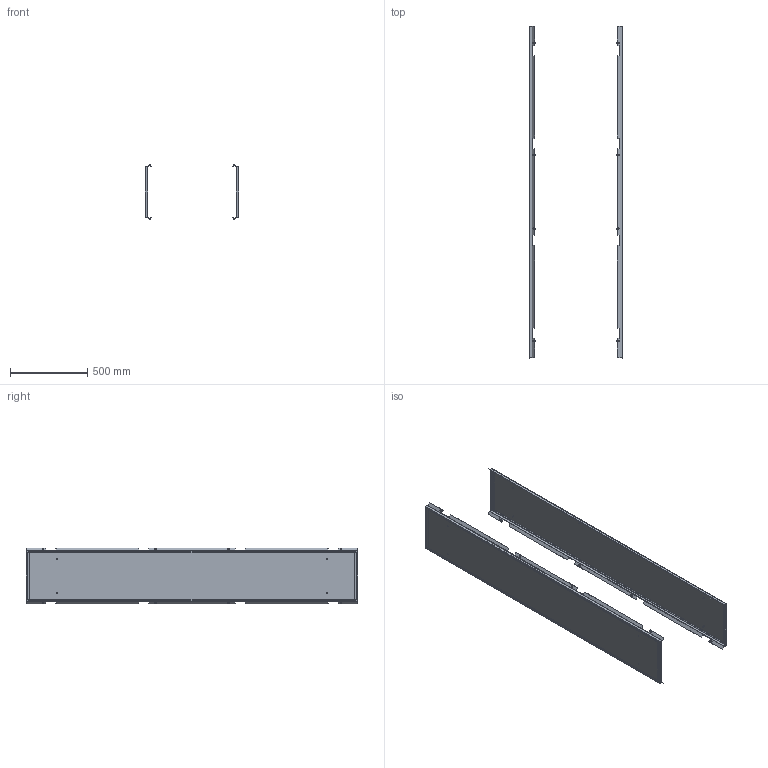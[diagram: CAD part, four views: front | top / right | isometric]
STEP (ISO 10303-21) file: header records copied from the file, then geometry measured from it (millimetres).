
FILE_DESCRIPTION (( 'STEP AP203' ), '1' );
FILE_NAME ('MA1.200.060422.20.00 AleSta-PS224 Áîêîâûå ïàíåëè AleSta 2200x400 (2 øò).STEP', '2024-06-05T15:37:29', ( '' ), ( '' ), 'SwSTEP 2.0', 'SolidWorks 2021', '' );
FILE_SCHEMA (( 'CONFIG_CONTROL_DESIGN' ));
Length unit declared in the file: millimetre
Products named in the file (6): Óïëîòíèòåëü ïàíåëè íèæíåé_  ‚=2200; Øïèëüêà Ì6õ12_˜¯¨«ìª  Œ6å12; MA1.200.060620.21.01 Ïîëîòíî ñòåíêè áîêîâîé 600õ2000_2200å400_¯à ¢ ï; MA1.200.060422.20.00 AleSta-PS224  Áîêîâûå ïàíåëè AleSta 2200x400 (2 øò); MA1.200.060620.21.00 Ñòåíêà áîêîâàÿ 600x2000_2200å400; Âèíò ñàìîíàðåçàþùèé ñ ïîòàéíîé ãîëîâêîé Ì5x14 DIN 7500 M TORX, êëàññ ïðî÷íîñòè 8.8, îöèíêîâàííàÿ ñòàëü_Œ5å14
Assembly tree (24 placements, depth 3):
  MA1.200.060422.20.00 AleSta-PS224  Áîêîâûå ïàíåëè AleSta 2200x400 (2 øò)
    MA1.200.060620.21.00 Ñòåíêà áîêîâàÿ 600x2000_2200å400  x2
      MA1.200.060620.21.01 Ïîëîòíî ñòåíêè áîêîâîé 600õ2000_2200å400_¯à ¢ ï
      Øïèëüêà Ì6õ12_˜¯¨«ìª  Œ6å12
      Óïëîòíèòåëü ïàíåëè íèæíåé_  ‚=2200
    Âèíò ñàìîíàðåçàþùèé ñ ïîòàéíîé ãîëîâêîé Ì5x14 DIN 7500 M TORX, êëàññ ïðî÷íîñòè 8.8, îöèíêîâàííàÿ ñòàëü_Œ5å14  x16
Bounding box: 606 x 2145 x 360.73 mm (x, y, z)
Volume: 2380758.9 mm3; surface area: 3842925.9 mm2
Topology: 28 solids, 28 shells, 1108 faces, 2764 edges, 1768 vertices
Faces by surface type: cylinder 628, plane 368, cone 80, bspline 16, torus 16
Entity records: 8481 total; most frequent: CARTESIAN_POINT 1690, DIRECTION 1253, ORIENTED_EDGE 1134, EDGE_CURVE 567, AXIS2_PLACEMENT_3D 463, VERTEX_POINT 352, VECTOR 327, LINE 327
